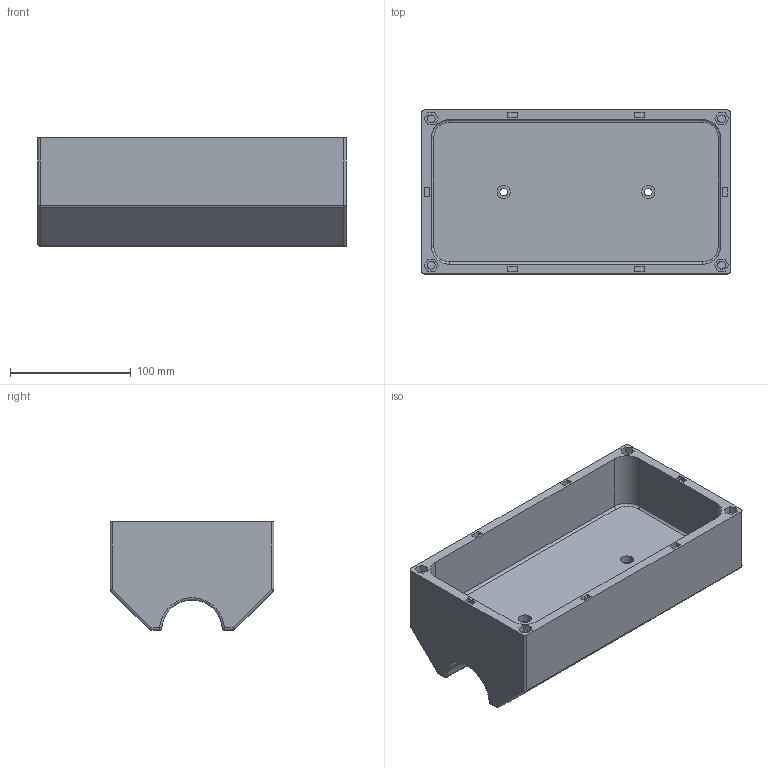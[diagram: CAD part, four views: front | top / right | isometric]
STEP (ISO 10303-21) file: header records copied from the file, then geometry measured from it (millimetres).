
FILE_DESCRIPTION(/* description */ (''),/* implementation_level */ '2;1');
FILE_NAME(/* name */ 'Bottom part battery.step',/* time_stamp */ '2023-05-05T00:14:30+02:00',/* author */ (''),/* organization */ (''),/* preprocessor_version */ 'ST-DEVELOPER v19.2',/* originating_system */ 'Autodesk Translation Framework v12.4.0.73',/* authorisation */ '');
FILE_SCHEMA (('AUTOMOTIVE_DESIGN { 1 0 10303 214 3 1 1 }'));
Length unit declared in the file: millimetre
Products named in the file (1): Bottom part battery
Bounding box: 256 x 136 x 90 mm (x, y, z)
Volume: 1166790.6 mm3; surface area: 169232.2 mm2
Topology: 1 solids, 1 shells, 134 faces, 303 edges, 190 vertices
Faces by surface type: plane 82, cylinder 36, sphere 10, torus 6
Full cylindrical faces by diameter (mm): 6.5 x6, 11 x4
Entity records: 3810 total; most frequent: CARTESIAN_POINT 709, DIRECTION 647, ORIENTED_EDGE 606, EDGE_CURVE 303, LINE 219, VECTOR 219, AXIS2_PLACEMENT_3D 214, VERTEX_POINT 190
